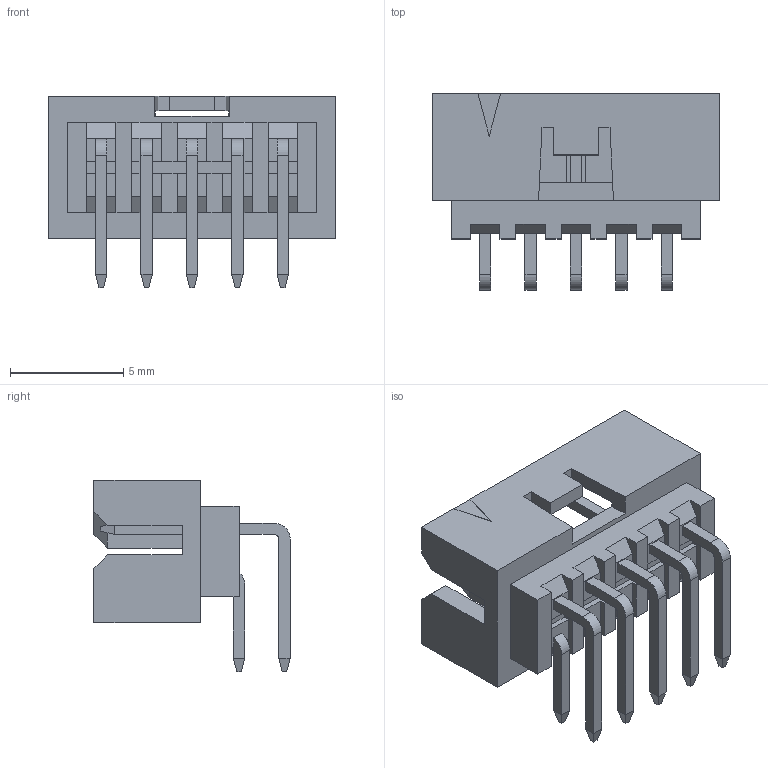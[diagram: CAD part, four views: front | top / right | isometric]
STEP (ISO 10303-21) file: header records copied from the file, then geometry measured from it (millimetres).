
FILE_DESCRIPTION((''),'2;1');
FILE_NAME('878331032','2015-10-08T',('Me'),(''),'PRO/ENGINEER BY PARAMETRIC TECHNOLOGY CORPORATION, 2011490','PRO/ENGINEER BY PARAMETRIC TECHNOLOGY CORPORATION, 2011490','');
FILE_SCHEMA(('CONFIG_CONTROL_DESIGN'));
Length unit declared in the file: millimetre
Products named in the file (1): 878331032
Bounding box: 12.65 x 8.65 x 8.46 mm (x, y, z)
Volume: 240 mm3; surface area: 700.7 mm2
Topology: 1 solids, 1 shells, 340 faces, 904 edges, 580 vertices
Faces by surface type: plane 320, cylinder 20
Entity records: 10305 total; most frequent: CARTESIAN_POINT 1805, ORIENTED_EDGE 1768, DIRECTION 1646, EDGE_CURVE 884, VECTOR 844, LINE 844, VERTEX_POINT 560, AXIS2_PLACEMENT_3D 401
